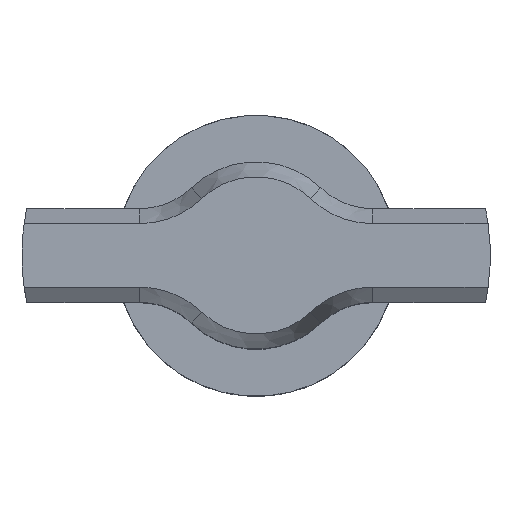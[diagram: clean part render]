
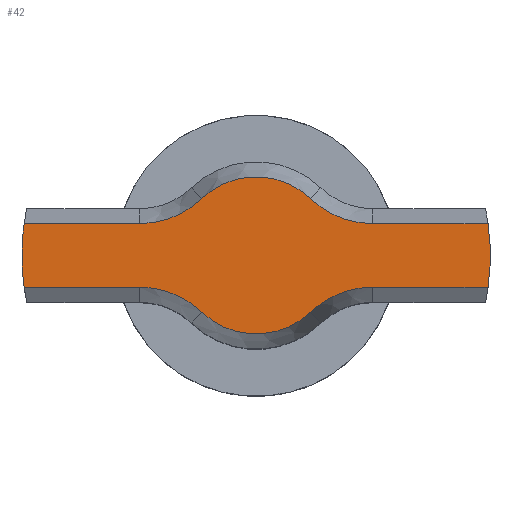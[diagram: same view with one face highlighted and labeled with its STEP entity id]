
A CAD part, top view. The second image highlights one B-rep face of the part: STEP entity #42.
In plain terms, the highlighted planar face has unit normal (0, 0, 1).
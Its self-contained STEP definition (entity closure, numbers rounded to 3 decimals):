
#9 = CIRCLE ( 'NONE', #390, 4.804 ) ;
#11 = DIRECTION ( 'NONE',  ( 0., 0., -1. ) ) ;
#24 = ORIENTED_EDGE ( 'NONE', *, *, #868, .T. ) ;
#42 = ADVANCED_FACE ( 'NONE', ( #656 ), #560, .F. ) ;
#75 = DIRECTION ( 'NONE',  ( -1., 0., 0. ) ) ;
#88 = CARTESIAN_POINT ( 'NONE',  ( -2.902, -3.031, 7.5 ) ) ;
#91 = ORIENTED_EDGE ( 'NONE', *, *, #163, .T. ) ;
#121 = CARTESIAN_POINT ( 'NONE',  ( 0., 0., 7.5 ) ) ;
#129 = AXIS2_PLACEMENT_3D ( 'NONE', #802, #705, #1158 ) ;
#135 = CARTESIAN_POINT ( 'NONE',  ( -6.225, 1.696, 7.5 ) ) ;
#151 = CARTESIAN_POINT ( 'NONE',  ( 12.384, -1.696, 7.5 ) ) ;
#159 = CIRCLE ( 'NONE', #1228, 12.5 ) ;
#163 = EDGE_CURVE ( 'NONE', #337, #1072, #1499, .T. ) ;
#174 = DIRECTION ( 'NONE',  ( 0., 0., -1. ) ) ;
#194 = CARTESIAN_POINT ( 'NONE',  ( 6.225, 1.696, 7.5 ) ) ;
#206 = EDGE_CURVE ( 'NONE', #1515, #1040, #541, .T. ) ;
#210 = AXIS2_PLACEMENT_3D ( 'NONE', #663, #881, #451 ) ;
#230 = CARTESIAN_POINT ( 'NONE',  ( 6.225, 6.5, 7.5 ) ) ;
#240 = CARTESIAN_POINT ( 'NONE',  ( 0., 0., 7.5 ) ) ;
#248 = CARTESIAN_POINT ( 'NONE',  ( -6.225, 6.5, 7.5 ) ) ;
#256 = AXIS2_PLACEMENT_3D ( 'NONE', #1016, #174, #542 ) ;
#271 = DIRECTION ( 'NONE',  ( -1., 0., 0. ) ) ;
#272 = CARTESIAN_POINT ( 'NONE',  ( 2.902, 3.031, 7.5 ) ) ;
#280 = VECTOR ( 'NONE', #75, 1000. ) ;
#296 = ORIENTED_EDGE ( 'NONE', *, *, #892, .T. ) ;
#326 = EDGE_CURVE ( 'NONE', #469, #870, #692, .T. ) ;
#337 = VERTEX_POINT ( 'NONE', #614 ) ;
#376 = DIRECTION ( 'NONE',  ( 0., 0., 1. ) ) ;
#383 = ORIENTED_EDGE ( 'NONE', *, *, #752, .T. ) ;
#390 = AXIS2_PLACEMENT_3D ( 'NONE', #230, #1191, #952 ) ;
#392 = EDGE_LOOP ( 'NONE', ( #1284, #383, #605, #91, #24, #296, #1076, #1152, #615, #1503, #805, #1274, #1051 ) ) ;
#399 = VERTEX_POINT ( 'NONE', #151 ) ;
#400 = DIRECTION ( 'NONE',  ( 1., 0., 0. ) ) ;
#426 = VERTEX_POINT ( 'NONE', #1442 ) ;
#432 = CARTESIAN_POINT ( 'NONE',  ( -6.225, -1.696, 7.5 ) ) ;
#435 = CARTESIAN_POINT ( 'NONE',  ( -12.5, 0., 7.5 ) ) ;
#445 = DIRECTION ( 'NONE',  ( 0., 0., -1. ) ) ;
#447 = VERTEX_POINT ( 'NONE', #1450 ) ;
#451 = DIRECTION ( 'NONE',  ( -1., 0., 0. ) ) ;
#458 = DIRECTION ( 'NONE',  ( 0., 0., -1. ) ) ;
#469 = VERTEX_POINT ( 'NONE', #435 ) ;
#482 = DIRECTION ( 'NONE',  ( -1., 0., 0. ) ) ;
#484 = CARTESIAN_POINT ( 'NONE',  ( -12.384, 1.696, 7.5 ) ) ;
#497 = AXIS2_PLACEMENT_3D ( 'NONE', #240, #712, #1173 ) ;
#501 = DIRECTION ( 'NONE',  ( 0., 0., -1. ) ) ;
#541 = CIRCLE ( 'NONE', #210, 4.804 ) ;
#542 = DIRECTION ( 'NONE',  ( -1., 0., 0. ) ) ;
#543 = CIRCLE ( 'NONE', #129, 12.5 ) ;
#560 = PLANE ( 'NONE',  #256 ) ;
#574 = CARTESIAN_POINT ( 'NONE',  ( 6.225, -6.5, 7.5 ) ) ;
#605 = ORIENTED_EDGE ( 'NONE', *, *, #830, .F. ) ;
#612 = CARTESIAN_POINT ( 'NONE',  ( 0., 0., 7.5 ) ) ;
#614 = CARTESIAN_POINT ( 'NONE',  ( 12.384, 1.696, 7.5 ) ) ;
#615 = ORIENTED_EDGE ( 'NONE', *, *, #326, .F. ) ;
#622 = AXIS2_PLACEMENT_3D ( 'NONE', #574, #501, #1041 ) ;
#656 = FACE_OUTER_BOUND ( 'NONE', #392, .T. ) ;
#663 = CARTESIAN_POINT ( 'NONE',  ( -6.225, -6.5, 7.5 ) ) ;
#676 = CARTESIAN_POINT ( 'NONE',  ( 6.225, -1.696, 7.5 ) ) ;
#692 = CIRCLE ( 'NONE', #1444, 12.5 ) ;
#694 = EDGE_CURVE ( 'NONE', #739, #1093, #1130, .T. ) ;
#705 = DIRECTION ( 'NONE',  ( 0., 0., -1. ) ) ;
#712 = DIRECTION ( 'NONE',  ( 0., 0., 1. ) ) ;
#722 = CARTESIAN_POINT ( 'NONE',  ( 6.225, 1.696, 7.5 ) ) ;
#734 = EDGE_CURVE ( 'NONE', #447, #776, #1300, .T. ) ;
#739 = VERTEX_POINT ( 'NONE', #740 ) ;
#740 = CARTESIAN_POINT ( 'NONE',  ( -2.902, 3.031, 7.5 ) ) ;
#752 = EDGE_CURVE ( 'NONE', #776, #399, #1314, .T. ) ;
#776 = VERTEX_POINT ( 'NONE', #676 ) ;
#802 = CARTESIAN_POINT ( 'NONE',  ( 0., 0., 7.5 ) ) ;
#805 = ORIENTED_EDGE ( 'NONE', *, *, #1421, .T. ) ;
#815 = DIRECTION ( 'NONE',  ( -1., 0., 0. ) ) ;
#830 = EDGE_CURVE ( 'NONE', #337, #399, #543, .T. ) ;
#868 = EDGE_CURVE ( 'NONE', #1072, #1166, #9, .T. ) ;
#870 = VERTEX_POINT ( 'NONE', #484 ) ;
#881 = DIRECTION ( 'NONE',  ( 0., 0., -1. ) ) ;
#886 = CIRCLE ( 'NONE', #1527, 4.196 ) ;
#892 = EDGE_CURVE ( 'NONE', #1166, #739, #1181, .T. ) ;
#952 = DIRECTION ( 'NONE',  ( -1., 0., 0. ) ) ;
#1016 = CARTESIAN_POINT ( 'NONE',  ( 0., 0., 7.5 ) ) ;
#1040 = VERTEX_POINT ( 'NONE', #88 ) ;
#1041 = DIRECTION ( 'NONE',  ( -1., 0., 0. ) ) ;
#1051 = ORIENTED_EDGE ( 'NONE', *, *, #1371, .T. ) ;
#1056 = EDGE_CURVE ( 'NONE', #1093, #870, #1434, .T. ) ;
#1072 = VERTEX_POINT ( 'NONE', #722 ) ;
#1076 = ORIENTED_EDGE ( 'NONE', *, *, #694, .T. ) ;
#1093 = VERTEX_POINT ( 'NONE', #135 ) ;
#1125 = CARTESIAN_POINT ( 'NONE',  ( 0., -1.696, 7.5 ) ) ;
#1130 = CIRCLE ( 'NONE', #1522, 4.804 ) ;
#1135 = CARTESIAN_POINT ( 'NONE',  ( 0., 0., 7.5 ) ) ;
#1143 = LINE ( 'NONE', #1125, #1254 ) ;
#1152 = ORIENTED_EDGE ( 'NONE', *, *, #1056, .T. ) ;
#1157 = VECTOR ( 'NONE', #400, 1000. ) ;
#1158 = DIRECTION ( 'NONE',  ( -1., 0., 0. ) ) ;
#1166 = VERTEX_POINT ( 'NONE', #272 ) ;
#1170 = DIRECTION ( 'NONE',  ( -1., 0., 0. ) ) ;
#1173 = DIRECTION ( 'NONE',  ( -1., 0., 0. ) ) ;
#1181 = CIRCLE ( 'NONE', #497, 4.196 ) ;
#1183 = VECTOR ( 'NONE', #1427, 1000. ) ;
#1191 = DIRECTION ( 'NONE',  ( 0., 0., -1. ) ) ;
#1195 = EDGE_CURVE ( 'NONE', #426, #469, #159, .T. ) ;
#1207 = CARTESIAN_POINT ( 'NONE',  ( 0., 1.696, 7.5 ) ) ;
#1228 = AXIS2_PLACEMENT_3D ( 'NONE', #1135, #445, #815 ) ;
#1254 = VECTOR ( 'NONE', #1479, 1000. ) ;
#1274 = ORIENTED_EDGE ( 'NONE', *, *, #206, .T. ) ;
#1284 = ORIENTED_EDGE ( 'NONE', *, *, #734, .T. ) ;
#1300 = CIRCLE ( 'NONE', #622, 4.804 ) ;
#1314 = LINE ( 'NONE', #1454, #1157 ) ;
#1371 = EDGE_CURVE ( 'NONE', #1040, #447, #886, .T. ) ;
#1421 = EDGE_CURVE ( 'NONE', #426, #1515, #1143, .T. ) ;
#1427 = DIRECTION ( 'NONE',  ( -1., 0., 0. ) ) ;
#1434 = LINE ( 'NONE', #1207, #1183 ) ;
#1442 = CARTESIAN_POINT ( 'NONE',  ( -12.384, -1.696, 7.5 ) ) ;
#1444 = AXIS2_PLACEMENT_3D ( 'NONE', #121, #458, #482 ) ;
#1450 = CARTESIAN_POINT ( 'NONE',  ( 2.902, -3.031, 7.5 ) ) ;
#1454 = CARTESIAN_POINT ( 'NONE',  ( 12.247, -1.696, 7.5 ) ) ;
#1479 = DIRECTION ( 'NONE',  ( 1., 0., 0. ) ) ;
#1499 = LINE ( 'NONE', #194, #280 ) ;
#1503 = ORIENTED_EDGE ( 'NONE', *, *, #1195, .F. ) ;
#1515 = VERTEX_POINT ( 'NONE', #432 ) ;
#1522 = AXIS2_PLACEMENT_3D ( 'NONE', #248, #11, #1170 ) ;
#1527 = AXIS2_PLACEMENT_3D ( 'NONE', #612, #376, #271 ) ;
